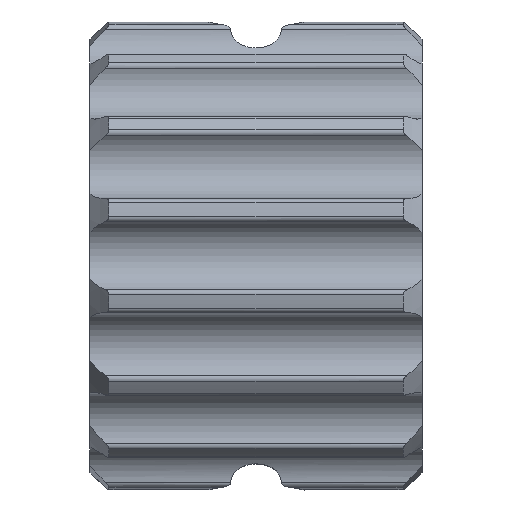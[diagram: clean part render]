
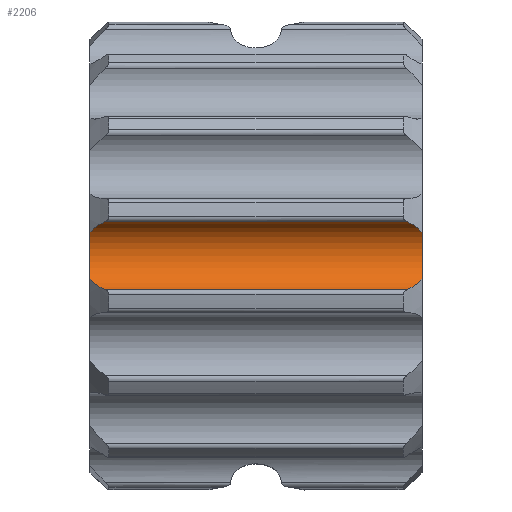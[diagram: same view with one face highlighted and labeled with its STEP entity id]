
A CAD part, top view. The second image highlights one B-rep face of the part: STEP entity #2206.
In plain terms, the highlighted cylindrical face has radius 1 mm (diameter 2 mm), a partial arc.
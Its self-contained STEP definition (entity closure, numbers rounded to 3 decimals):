
#142=FACE_OUTER_BOUND('',#261,.T.);
#261=EDGE_LOOP('',(#1840,#1841,#1842,#1843,#1844,#1845,#1846,#1847));
#424=B_SPLINE_CURVE_WITH_KNOTS('',3,(#4632,#4633,#4634,#4635,#4636,#4637),
 .UNSPECIFIED.,.F.,.F.,(4,2,4),(0.237,0.282,0.297),
 .UNSPECIFIED.);
#427=B_SPLINE_CURVE_WITH_KNOTS('',3,(#4668,#4669,#4670,#4671,#4672,#4673),
 .UNSPECIFIED.,.F.,.F.,(4,2,4),(0.437,0.452,0.497),
 .UNSPECIFIED.);
#428=B_SPLINE_CURVE_WITH_KNOTS('',3,(#4682,#4683,#4684,#4685,#4686,#4687),
 .UNSPECIFIED.,.F.,.F.,(4,2,4),(0.035,0.05,0.095),
 .UNSPECIFIED.);
#429=B_SPLINE_CURVE_WITH_KNOTS('',3,(#4690,#4691,#4692,#4693,#4694,#4695),
 .UNSPECIFIED.,.F.,.F.,(4,2,4),(0.639,0.684,0.699),
 .UNSPECIFIED.);
#524=LINE('',#4677,#614);
#525=LINE('',#4689,#615);
#614=VECTOR('',#2882,10.);
#615=VECTOR('',#2887,10.);
#673=CIRCLE('',#2312,1.);
#721=CIRCLE('',#2423,1.);
#836=VERTEX_POINT('',#3771);
#837=VERTEX_POINT('',#3773);
#931=VERTEX_POINT('',#4629);
#932=VERTEX_POINT('',#4631);
#935=VERTEX_POINT('',#4655);
#936=VERTEX_POINT('',#4679);
#937=VERTEX_POINT('',#4681);
#938=VERTEX_POINT('',#4688);
#1098=EDGE_CURVE('',#836,#837,#673,.T.);
#1252=EDGE_CURVE('',#931,#932,#424,.T.);
#1257=EDGE_CURVE('',#935,#836,#427,.T.);
#1259=EDGE_CURVE('',#932,#935,#524,.T.);
#1260=EDGE_CURVE('',#936,#931,#721,.T.);
#1261=EDGE_CURVE('',#937,#936,#428,.T.);
#1262=EDGE_CURVE('',#938,#937,#525,.T.);
#1263=EDGE_CURVE('',#837,#938,#429,.T.);
#1840=ORIENTED_EDGE('',*,*,#1259,.F.);
#1841=ORIENTED_EDGE('',*,*,#1252,.F.);
#1842=ORIENTED_EDGE('',*,*,#1260,.F.);
#1843=ORIENTED_EDGE('',*,*,#1261,.F.);
#1844=ORIENTED_EDGE('',*,*,#1262,.F.);
#1845=ORIENTED_EDGE('',*,*,#1263,.F.);
#1846=ORIENTED_EDGE('',*,*,#1098,.F.);
#1847=ORIENTED_EDGE('',*,*,#1257,.F.);
#2100=CYLINDRICAL_SURFACE('',#2422,1.);
#2206=ADVANCED_FACE('',(#142),#2100,.F.);
#2312=AXIS2_PLACEMENT_3D('',#3774,#2621,#2622);
#2422=AXIS2_PLACEMENT_3D('',#4678,#2883,#2884);
#2423=AXIS2_PLACEMENT_3D('',#4680,#2885,#2886);
#2621=DIRECTION('center_axis',(1.,0.,0.));
#2622=DIRECTION('ref_axis',(0.,-1.,0.));
#2882=DIRECTION('',(-1.,0.,0.));
#2883=DIRECTION('center_axis',(1.,0.,0.));
#2884=DIRECTION('ref_axis',(0.,-1.,0.));
#2885=DIRECTION('center_axis',(-1.,0.,0.));
#2886=DIRECTION('ref_axis',(0.,-1.,0.));
#2887=DIRECTION('',(1.,0.,0.));
#3771=CARTESIAN_POINT('',(8.475,21.689,-73.409));
#3773=CARTESIAN_POINT('',(8.475,22.942,-73.409));
#3774=CARTESIAN_POINT('Origin',(8.475,22.315,-72.63));
#4629=CARTESIAN_POINT('',(17.365,21.689,-73.409));
#4631=CARTESIAN_POINT('',(16.952,21.399,-73.03));
#4632=CARTESIAN_POINT('Ctrl Pts',(17.365,21.689,-73.409));
#4633=CARTESIAN_POINT('Ctrl Pts',(17.277,21.592,-73.331));
#4634=CARTESIAN_POINT('Ctrl Pts',(17.171,21.511,-73.236));
#4635=CARTESIAN_POINT('Ctrl Pts',(17.025,21.432,-73.099));
#4636=CARTESIAN_POINT('Ctrl Pts',(16.989,21.414,-73.065));
#4637=CARTESIAN_POINT('Ctrl Pts',(16.952,21.399,-73.03));
#4655=CARTESIAN_POINT('',(8.888,21.399,-73.03));
#4668=CARTESIAN_POINT('Ctrl Pts',(8.888,21.399,-73.03));
#4669=CARTESIAN_POINT('Ctrl Pts',(8.851,21.414,-73.065));
#4670=CARTESIAN_POINT('Ctrl Pts',(8.815,21.432,-73.099));
#4671=CARTESIAN_POINT('Ctrl Pts',(8.669,21.511,-73.236));
#4672=CARTESIAN_POINT('Ctrl Pts',(8.563,21.592,-73.331));
#4673=CARTESIAN_POINT('Ctrl Pts',(8.475,21.689,-73.409));
#4677=CARTESIAN_POINT('',(8.475,21.399,-73.03));
#4678=CARTESIAN_POINT('Origin',(8.475,22.315,-72.63));
#4679=CARTESIAN_POINT('',(17.365,22.942,-73.409));
#4680=CARTESIAN_POINT('Origin',(17.365,22.315,-72.63));
#4681=CARTESIAN_POINT('',(16.952,23.232,-73.03));
#4682=CARTESIAN_POINT('Ctrl Pts',(16.952,23.232,-73.03));
#4683=CARTESIAN_POINT('Ctrl Pts',(16.989,23.217,-73.065));
#4684=CARTESIAN_POINT('Ctrl Pts',(17.025,23.199,-73.099));
#4685=CARTESIAN_POINT('Ctrl Pts',(17.171,23.12,-73.236));
#4686=CARTESIAN_POINT('Ctrl Pts',(17.277,23.039,-73.331));
#4687=CARTESIAN_POINT('Ctrl Pts',(17.365,22.942,-73.409));
#4688=CARTESIAN_POINT('',(8.888,23.232,-73.03));
#4689=CARTESIAN_POINT('',(8.475,23.232,-73.03));
#4690=CARTESIAN_POINT('Ctrl Pts',(8.475,22.942,-73.409));
#4691=CARTESIAN_POINT('Ctrl Pts',(8.563,23.039,-73.331));
#4692=CARTESIAN_POINT('Ctrl Pts',(8.669,23.12,-73.236));
#4693=CARTESIAN_POINT('Ctrl Pts',(8.815,23.199,-73.099));
#4694=CARTESIAN_POINT('Ctrl Pts',(8.851,23.217,-73.065));
#4695=CARTESIAN_POINT('Ctrl Pts',(8.888,23.232,-73.03));
